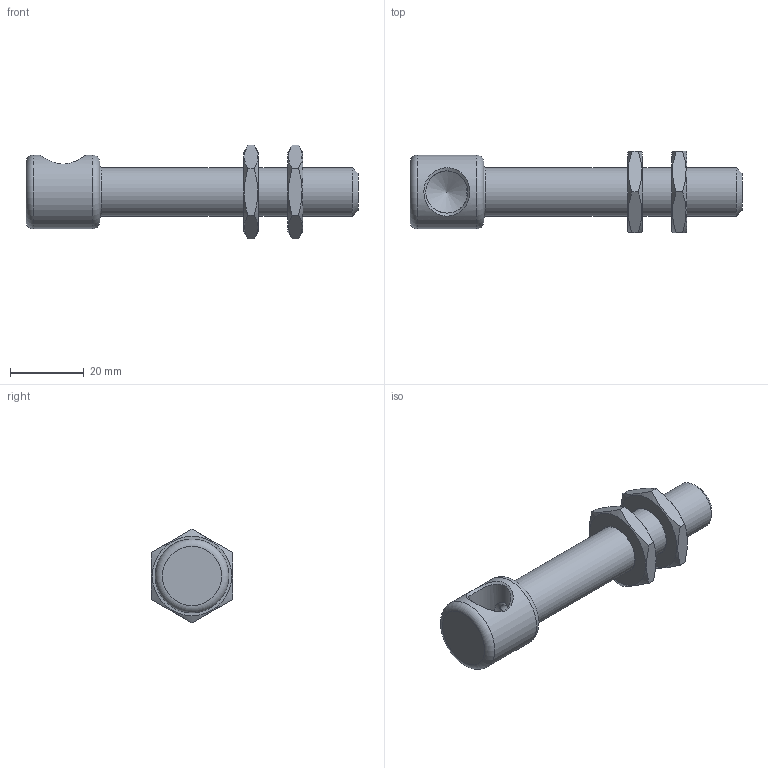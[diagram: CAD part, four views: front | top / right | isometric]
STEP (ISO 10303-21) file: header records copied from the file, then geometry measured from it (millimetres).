
FILE_DESCRIPTION((''),'2;1');
FILE_NAME('1005_90_Anschluss_mit_Gewinde.stp','2011-10-05T08:20:05',('pascalzweiacker'),(''),'Autodesk Inventor 2012','Autodesk Inventor 2012','');
FILE_SCHEMA(('AUTOMOTIVE_DESIGN { 1 0 10303 214 1 1 1 1 }'));
Length unit declared in the file: millimetre
Products named in the file (1): 1005_90_Anschluss_mit_Gewinde
Bounding box: 90 x 22 x 25.4 mm (x, y, z)
Volume: 14585.7 mm3; surface area: 7633.1 mm2
Topology: 1 solids, 1 shells, 41 faces, 98 edges, 63 vertices
Faces by surface type: plane 20, cone 10, cylinder 7, torus 3, bspline 1
Full cylindrical faces by diameter (mm): 5 x1, 6 x1, 11.445 x1, 13.157 x3, 20 x1
Entity records: 1167 total; most frequent: CARTESIAN_POINT 416, DIRECTION 140, ORIENTED_EDGE 130, EDGE_LOOP 68, EDGE_CURVE 65, AXIS2_PLACEMENT_3D 64, VERTEX_POINT 51, FACE_OUTER_BOUND 41
